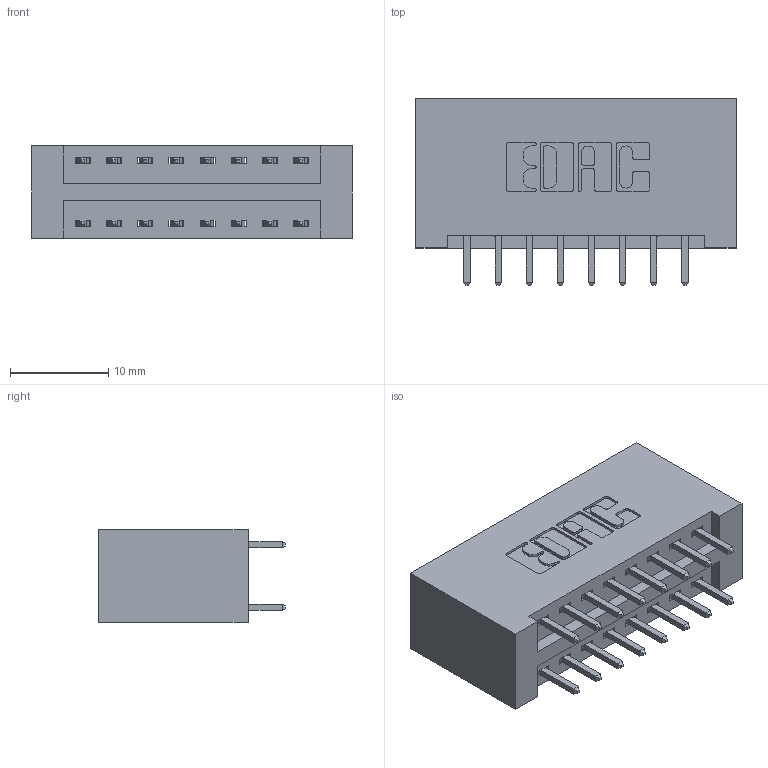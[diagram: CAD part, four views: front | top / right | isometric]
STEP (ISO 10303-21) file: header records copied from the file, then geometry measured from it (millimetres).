
FILE_DESCRIPTION (( 'STEP AP203' ), '1' );
FILE_NAME ('346-016-521-201.STEP', '2022-05-18T15:26:51', ( '' ), ( '' ), 'SwSTEP 2.0', 'SolidWorks 2020', '' );
FILE_SCHEMA (( 'CONFIG_CONTROL_DESIGN' ));
Length unit declared in the file: inch
Products named in the file (3): 346-016-521-201; 346 Part_No Mounting Lugs; 345-292-001_345-293-121
Assembly tree (17 placements, depth 2):
  346-016-521-201
    346 Part_No Mounting Lugs
    345-292-001_345-293-121  x16
Bounding box: 32.64 x 19.05 x 9.4 mm (x, y, z)
Volume: 3485.4 mm3; surface area: 4375.7 mm2
Topology: 17 solids, 17 shells, 946 faces, 2785 edges, 1834 vertices
Faces by surface type: plane 632, cylinder 314
Entity records: 9539 total; most frequent: CARTESIAN_POINT 1616, ORIENTED_EDGE 1550, DIRECTION 1471, EDGE_CURVE 775, LINE 619, VECTOR 619, VERTEX_POINT 514, AXIS2_PLACEMENT_3D 426
